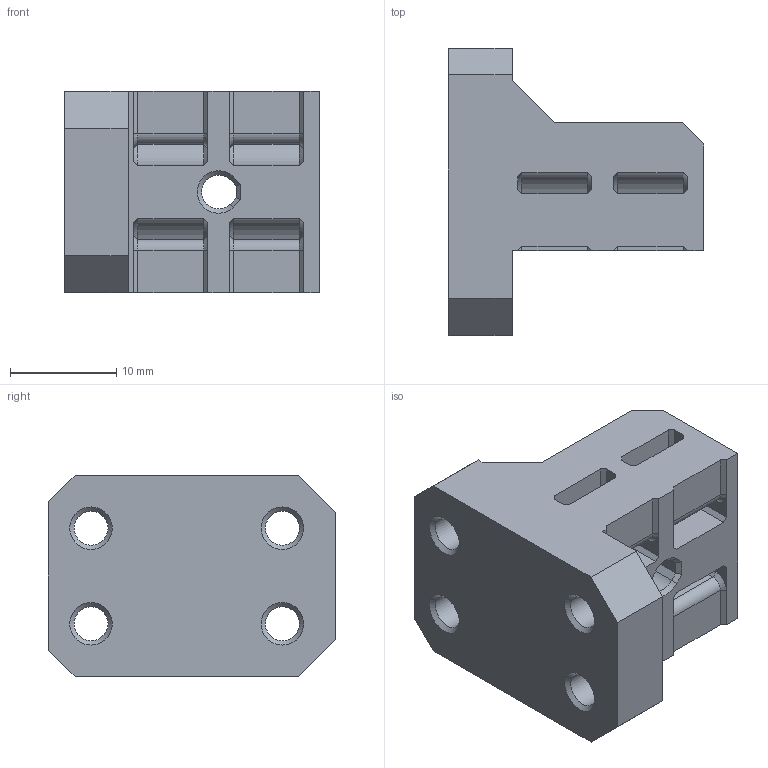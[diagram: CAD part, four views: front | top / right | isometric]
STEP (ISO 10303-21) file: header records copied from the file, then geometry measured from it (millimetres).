
FILE_DESCRIPTION(/* description */ (''),/* implementation_level */ '2;1');
FILE_NAME(/* name */ 'XCarriageBeltHolder v17.step',/* time_stamp */ '2025-04-20T18:23:35+10:00',/* author */ (''),/* organization */ (''),/* preprocessor_version */ 'ST-DEVELOPER v20.1',/* originating_system */ 'Autodesk Translation Framework v14.4.0.0',/* authorisation */ '');
FILE_SCHEMA (('AUTOMOTIVE_DESIGN { 1 0 10303 214 3 1 1 }'));
Length unit declared in the file: millimetre
Products named in the file (1): XCarriageBeltHolder
Bounding box: 24 x 27 x 19 mm (x, y, z)
Volume: 5927.1 mm3; surface area: 3597.1 mm2
Topology: 1 solids, 1 shells, 165 faces, 422 edges, 258 vertices
Faces by surface type: plane 110, cone 34, cylinder 21
Full cylindrical faces by diameter (mm): 3.2 x4, 5.8 x4
Entity records: 4945 total; most frequent: CARTESIAN_POINT 846, ORIENTED_EDGE 844, DIRECTION 834, EDGE_CURVE 422, LINE 342, VECTOR 342, VERTEX_POINT 258, AXIS2_PLACEMENT_3D 246
